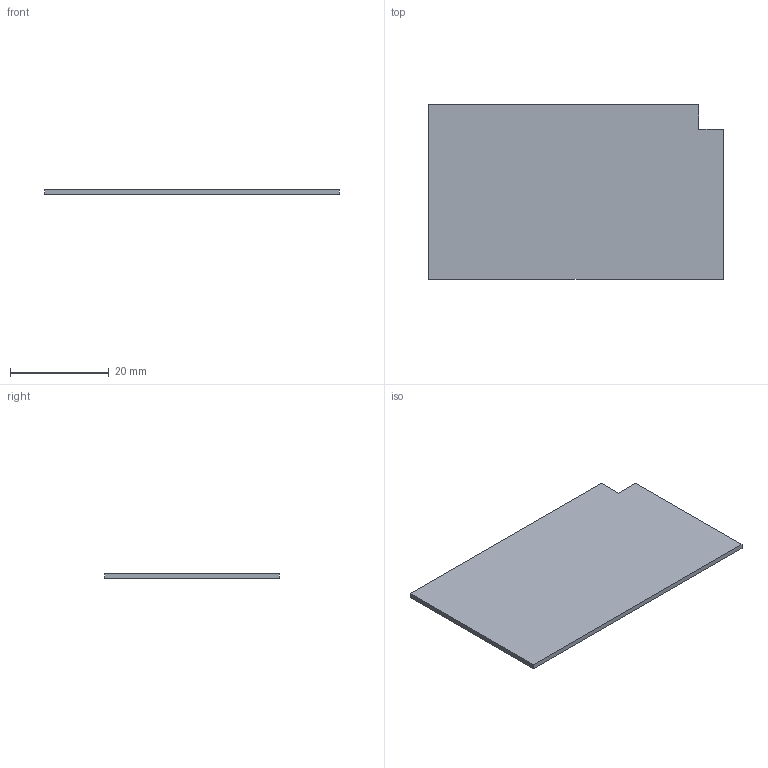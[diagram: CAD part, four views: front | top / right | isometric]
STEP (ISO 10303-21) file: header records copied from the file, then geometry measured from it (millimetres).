
FILE_DESCRIPTION(/* description */ (''),/* implementation_level */ '2;1');
FILE_NAME(/* name */ 'TRAY_meowCarrier_503759.step',/* time_stamp */ '2024-04-19T12:55:43-07:00',/* author */ (''),/* organization */ (''),/* preprocessor_version */ 'ST-DEVELOPER v20',/* originating_system */ 'Autodesk Translation Framework v12.20.1.177',/* authorisation */ '');
FILE_SCHEMA (('AUTOMOTIVE_DESIGN { 1 0 10303 214 3 1 1 }'));
Length unit declared in the file: millimetre
Products named in the file (2): meowCarrier; GoPro_Adapter2 v2
Assembly tree (1 placements, depth 2):
  meowCarrier
    GoPro_Adapter2 v2
Bounding box: 59.8 x 35.4 x 1 mm (x, y, z)
Volume: 2091.9 mm3; surface area: 4374.2 mm2
Topology: 1 solids, 1 shells, 8 faces, 18 edges, 12 vertices
Faces by surface type: plane 8
Entity records: 275 total; most frequent: CARTESIAN_POINT 41, DIRECTION 40, ORIENTED_EDGE 36, LINE 18, VECTOR 18, EDGE_CURVE 18, VERTEX_POINT 12, AXIS2_PLACEMENT_3D 11
